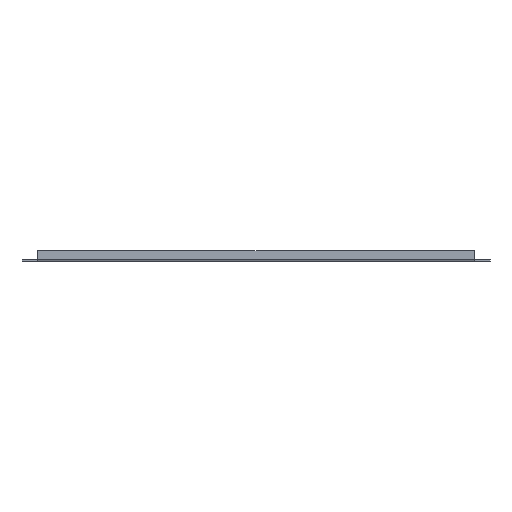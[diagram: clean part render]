
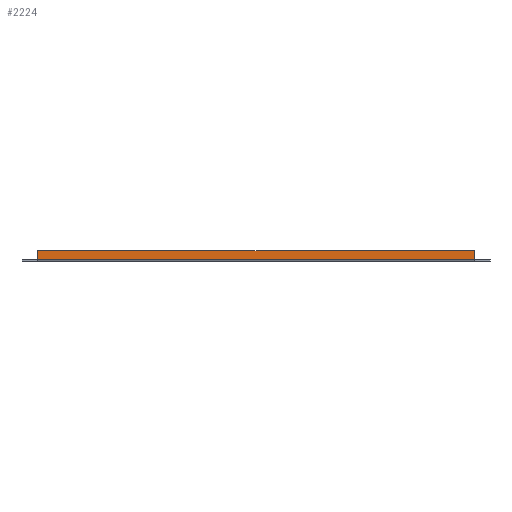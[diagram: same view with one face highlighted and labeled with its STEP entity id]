
A CAD part, left-side view. The second image highlights one B-rep face of the part: STEP entity #2224.
In plain terms, the highlighted planar face has unit normal (-1, 0, 0).
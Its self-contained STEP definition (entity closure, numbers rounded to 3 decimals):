
#25 = CARTESIAN_POINT ( 'NONE',  ( -925., -410., 2.51 ) ) ;
#114 = VERTEX_POINT ( 'NONE', #25 ) ;
#123 = ORIENTED_EDGE ( 'NONE', *, *, #427, .F. ) ;
#141 = ORIENTED_EDGE ( 'NONE', *, *, #428, .T. ) ;
#182 = ORIENTED_EDGE ( 'NONE', *, *, #431, .T. ) ;
#209 = ORIENTED_EDGE ( 'NONE', *, *, #430, .T. ) ;
#232 = LINE ( 'NONE', #1797, #236 ) ;
#235 = LINE ( 'NONE', #1801, #274 ) ;
#236 = VECTOR ( 'NONE', #1885, 1000. ) ;
#274 = VECTOR ( 'NONE', #1889, 1000. ) ;
#286 = LINE ( 'NONE', #1742, #332 ) ;
#310 = LINE ( 'NONE', #1800, #315 ) ;
#315 = VECTOR ( 'NONE', #1799, 1000. ) ;
#332 = VECTOR ( 'NONE', #1850, 1000. ) ;
#427 = EDGE_CURVE ( 'NONE', #114, #2036, #235, .T. ) ;
#428 = EDGE_CURVE ( 'NONE', #2048, #2070, #286, .T. ) ;
#430 = EDGE_CURVE ( 'NONE', #114, #2048, #232, .T. ) ;
#431 = EDGE_CURVE ( 'NONE', #2070, #2036, #310, .T. ) ;
#791 = AXIS2_PLACEMENT_3D ( 'NONE', #1581, #1620, #1624 ) ;
#888 = FACE_OUTER_BOUND ( 'NONE', #1056, .T. ) ;
#1056 = EDGE_LOOP ( 'NONE', ( #123, #209, #141, #182 ) ) ;
#1480 = CARTESIAN_POINT ( 'NONE',  ( -925., 410., 20. ) ) ;
#1500 = CARTESIAN_POINT ( 'NONE',  ( -925., -410., 20. ) ) ;
#1510 = CARTESIAN_POINT ( 'NONE',  ( -925., 410., 2.51 ) ) ;
#1581 = CARTESIAN_POINT ( 'NONE',  ( -925., -410., 2.5 ) ) ;
#1620 = DIRECTION ( 'NONE',  ( 1., 0., 0. ) ) ;
#1624 = DIRECTION ( 'NONE',  ( 0., 0., -1. ) ) ;
#1631 = PLANE ( 'NONE',  #791 ) ;
#1742 = CARTESIAN_POINT ( 'NONE',  ( -925., 410., 20. ) ) ;
#1797 = CARTESIAN_POINT ( 'NONE',  ( -925., -410., 20. ) ) ;
#1799 = DIRECTION ( 'NONE',  ( 0., 0., -1. ) ) ;
#1800 = CARTESIAN_POINT ( 'NONE',  ( -925., 410., 2.5 ) ) ;
#1801 = CARTESIAN_POINT ( 'NONE',  ( -925., -410., 2.51 ) ) ;
#1850 = DIRECTION ( 'NONE',  ( 0., 1., 0. ) ) ;
#1885 = DIRECTION ( 'NONE',  ( 0., 0., 1. ) ) ;
#1889 = DIRECTION ( 'NONE',  ( 0., 1., 0. ) ) ;
#2036 = VERTEX_POINT ( 'NONE', #1510 ) ;
#2048 = VERTEX_POINT ( 'NONE', #1500 ) ;
#2070 = VERTEX_POINT ( 'NONE', #1480 ) ;
#2224 = ADVANCED_FACE ( 'NONE', ( #888 ), #1631, .F. ) ;
